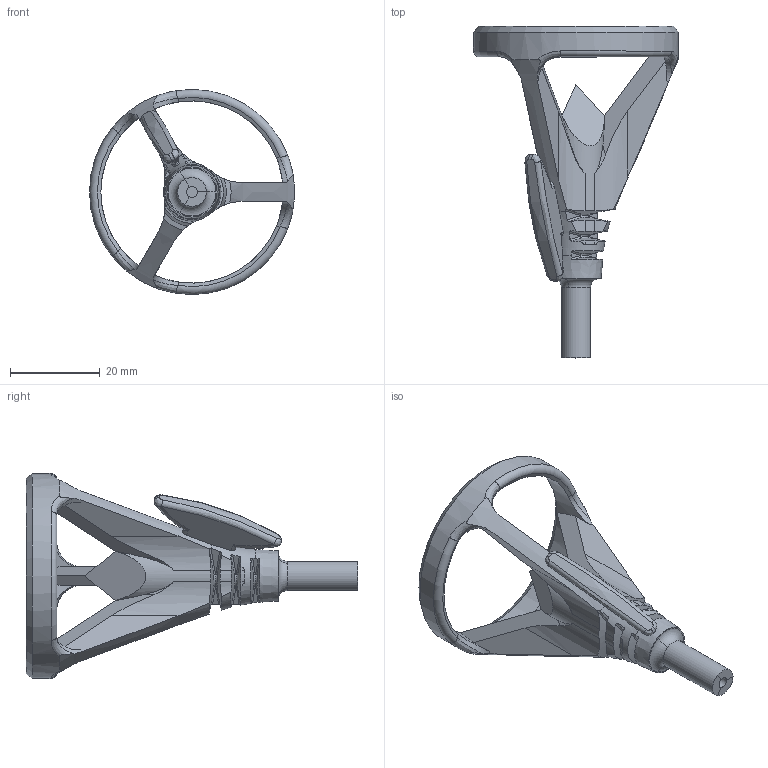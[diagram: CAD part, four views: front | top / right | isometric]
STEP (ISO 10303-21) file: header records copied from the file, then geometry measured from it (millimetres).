
FILE_DESCRIPTION(/* description */ ('','CAx-IF Rec.Pracs.---Representation and Presentation of Product Manufacturing Information (PMI)---4.0---2014-10-13'),/* implementation_level */ '2;1');
FILE_NAME(/* name */ 'archery2 v2.step',/* time_stamp */ '2025-03-23T19:21:19-04:00',/* author */ (''),/* organization */ (''),/* preprocessor_version */ 'ST-DEVELOPER v20',/* originating_system */ 'Autodesk Translation Framework v13.20.0.188',/* authorisation */ '');
FILE_SCHEMA (('AP242_MANAGED_MODEL_BASED_3D_ENGINEERING_MIM_LF { 1 0 10303 442 1 1 4 }'));
Length unit declared in the file: inch
Products named in the file (1): archery2
Bounding box: 45.72 x 73.99 x 45.72 mm (x, y, z)
Volume: 10519.7 mm3; surface area: 7185.1 mm2
Topology: 1 solids, 1 shells, 173 faces, 505 edges, 329 vertices
Faces by surface type: bspline 51, cylinder 43, plane 37, torus 21, cone 21
Full cylindrical faces by diameter (mm): 2.388 x1, 6.452 x1, 45.72 x1
Entity records: 8094 total; most frequent: CARTESIAN_POINT 4098, ORIENTED_EDGE 1010, DIRECTION 604, EDGE_CURVE 505, VERTEX_POINT 329, B_SPLINE_CURVE_WITH_KNOTS 270, AXIS2_PLACEMENT_3D 264, EDGE_LOOP 174
